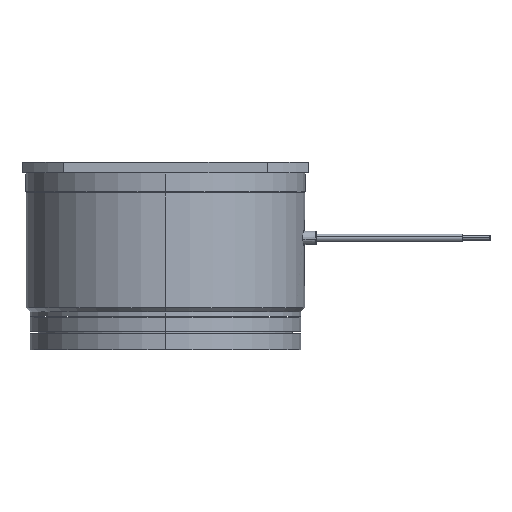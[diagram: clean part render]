
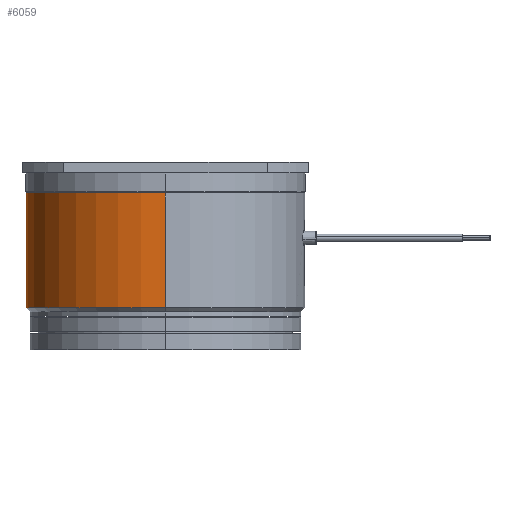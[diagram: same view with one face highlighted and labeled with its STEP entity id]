
A CAD part, left-side view. The second image highlights one B-rep face of the part: STEP entity #6059.
In plain terms, the highlighted cylindrical face has radius 25.75 mm (diameter 51.5 mm), a partial arc.
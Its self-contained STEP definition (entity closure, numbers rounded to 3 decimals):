
#221 = AXIS2_PLACEMENT_3D ( 'NONE', #1908, #8382, #5490 ) ;
#556 = EDGE_CURVE ( 'NONE', #4949, #2799, #7484, .T. ) ;
#673 = CARTESIAN_POINT ( 'NONE',  ( 25.75, 0., -26.95 ) ) ;
#942 = CYLINDRICAL_SURFACE ( 'NONE', #221, 25.75 ) ;
#1126 = VERTEX_POINT ( 'NONE', #6708 ) ;
#1311 = ORIENTED_EDGE ( 'NONE', *, *, #11559, .F. ) ;
#1500 = ORIENTED_EDGE ( 'NONE', *, *, #556, .T. ) ;
#1908 = CARTESIAN_POINT ( 'NONE',  ( 0., 0., -1.074 ) ) ;
#1999 = CARTESIAN_POINT ( 'NONE',  ( 25.75, 0., -5.7 ) ) ;
#2696 = CIRCLE ( 'NONE', #6167, 25.75 ) ;
#2780 = DIRECTION ( 'NONE',  ( 1., 0., 0. ) ) ;
#2799 = VERTEX_POINT ( 'NONE', #10935 ) ;
#2819 = FACE_OUTER_BOUND ( 'NONE', #11216, .T. ) ;
#3232 = EDGE_CURVE ( 'NONE', #4949, #7857, #10141, .T. ) ;
#4146 = DIRECTION ( 'NONE',  ( 1., 0., 0. ) ) ;
#4799 = AXIS2_PLACEMENT_3D ( 'NONE', #10848, #9877, #4146 ) ;
#4869 = VECTOR ( 'NONE', #11826, 1000. ) ;
#4949 = VERTEX_POINT ( 'NONE', #673 ) ;
#5490 = DIRECTION ( 'NONE',  ( 1., 0., 0. ) ) ;
#5983 = EDGE_CURVE ( 'NONE', #2799, #1126, #6314, .T. ) ;
#6059 = ADVANCED_FACE ( 'NONE', ( #2819 ), #942, .T. ) ;
#6167 = AXIS2_PLACEMENT_3D ( 'NONE', #11063, #6279, #2780 ) ;
#6279 = DIRECTION ( 'NONE',  ( 0., 0., 1. ) ) ;
#6314 = LINE ( 'NONE', #10871, #4869 ) ;
#6708 = CARTESIAN_POINT ( 'NONE',  ( -25.75, 0., -5.7 ) ) ;
#7409 = CARTESIAN_POINT ( 'NONE',  ( 25.75, 0., -1.074 ) ) ;
#7484 = CIRCLE ( 'NONE', #4799, 25.75 ) ;
#7857 = VERTEX_POINT ( 'NONE', #1999 ) ;
#8117 = ORIENTED_EDGE ( 'NONE', *, *, #5983, .T. ) ;
#8382 = DIRECTION ( 'NONE',  ( 0., 0., 1. ) ) ;
#9877 = DIRECTION ( 'NONE',  ( 0., 0., 1. ) ) ;
#10141 = LINE ( 'NONE', #7409, #10512 ) ;
#10201 = DIRECTION ( 'NONE',  ( 0., 0., 1. ) ) ;
#10512 = VECTOR ( 'NONE', #10201, 1000. ) ;
#10848 = CARTESIAN_POINT ( 'NONE',  ( 0., 0., -26.95 ) ) ;
#10871 = CARTESIAN_POINT ( 'NONE',  ( -25.75, 0., -1.074 ) ) ;
#10935 = CARTESIAN_POINT ( 'NONE',  ( -25.75, 0., -26.95 ) ) ;
#11063 = CARTESIAN_POINT ( 'NONE',  ( 0., 0., -5.7 ) ) ;
#11216 = EDGE_LOOP ( 'NONE', ( #1500, #8117, #1311, #11357 ) ) ;
#11357 = ORIENTED_EDGE ( 'NONE', *, *, #3232, .F. ) ;
#11559 = EDGE_CURVE ( 'NONE', #7857, #1126, #2696, .T. ) ;
#11826 = DIRECTION ( 'NONE',  ( 0., 0., 1. ) ) ;
